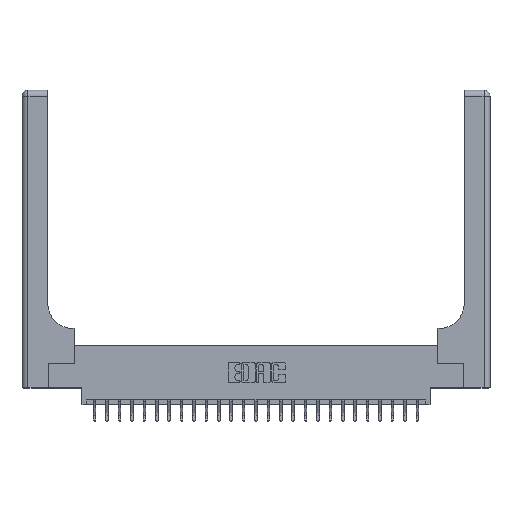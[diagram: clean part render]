
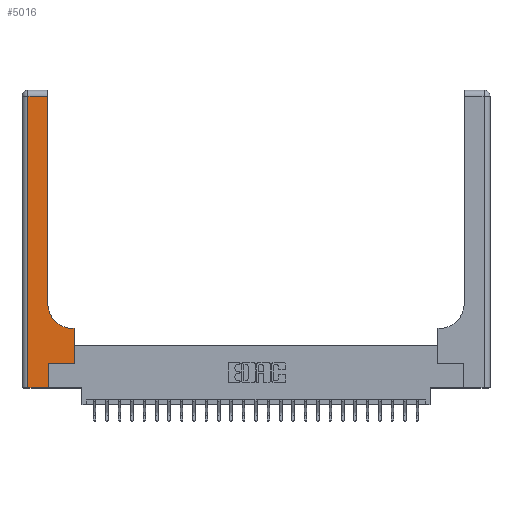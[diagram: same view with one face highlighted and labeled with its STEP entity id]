
A CAD part, top view. The second image highlights one B-rep face of the part: STEP entity #5016.
In plain terms, the highlighted planar face has unit normal (0, 0, 1).
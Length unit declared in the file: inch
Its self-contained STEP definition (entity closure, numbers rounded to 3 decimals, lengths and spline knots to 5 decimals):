
#137 = CARTESIAN_POINT ( 'NONE',  ( 0.26, 0.85, 0.37 ) ) ;
#143 = LINE ( 'NONE', #3751, #17326 ) ;
#837 = CARTESIAN_POINT ( 'NONE',  ( 0.51, 0.85, 0.37 ) ) ;
#1663 = CARTESIAN_POINT ( 'NONE',  ( 0.528, 0.6, 0.37 ) ) ;
#1906 = CARTESIAN_POINT ( 'NONE',  ( 0.528, 0.25, 0.37 ) ) ;
#2773 = ORIENTED_EDGE ( 'NONE', *, *, #25292, .T. ) ;
#3184 = ORIENTED_EDGE ( 'NONE', *, *, #5695, .T. ) ;
#3403 = ORIENTED_EDGE ( 'NONE', *, *, #18063, .T. ) ;
#3514 = VECTOR ( 'NONE', #24800, 39.37008 ) ;
#3661 = EDGE_CURVE ( 'NONE', #6376, #6235, #3788, .T. ) ;
#3751 = CARTESIAN_POINT ( 'NONE',  ( 0., 0., 0.37 ) ) ;
#3754 = EDGE_CURVE ( 'NONE', #8079, #6376, #6680, .T. ) ;
#3788 = LINE ( 'NONE', #8628, #12481 ) ;
#4612 = VECTOR ( 'NONE', #6436, 39.37008 ) ;
#4739 = CARTESIAN_POINT ( 'NONE',  ( 0.528, 0.25, 0.37 ) ) ;
#4963 = DIRECTION ( 'NONE',  ( 0., 0., -1. ) ) ;
#4992 = DIRECTION ( 'NONE',  ( -1., 0., 0. ) ) ;
#5016 = ADVANCED_FACE ( 'NONE', ( #19260 ), #11080, .F. ) ;
#5502 = ORIENTED_EDGE ( 'NONE', *, *, #3754, .T. ) ;
#5695 = EDGE_CURVE ( 'NONE', #13661, #8079, #8936, .T. ) ;
#6235 = VERTEX_POINT ( 'NONE', #6971 ) ;
#6252 = CARTESIAN_POINT ( 'NONE',  ( 0.26, 3., 0.37 ) ) ;
#6256 = VERTEX_POINT ( 'NONE', #22802 ) ;
#6376 = VERTEX_POINT ( 'NONE', #1663 ) ;
#6436 = DIRECTION ( 'NONE',  ( 0., 1., 0. ) ) ;
#6660 = VERTEX_POINT ( 'NONE', #25334 ) ;
#6680 = LINE ( 'NONE', #4739, #4612 ) ;
#6704 = EDGE_CURVE ( 'NONE', #16906, #6256, #14165, .T. ) ;
#6805 = VECTOR ( 'NONE', #20755, 39.37008 ) ;
#6971 = CARTESIAN_POINT ( 'NONE',  ( 0.51, 0.6, 0.37 ) ) ;
#7269 = CARTESIAN_POINT ( 'NONE',  ( 0.06, 0., 0.37 ) ) ;
#8079 = VERTEX_POINT ( 'NONE', #1906 ) ;
#8628 = CARTESIAN_POINT ( 'NONE',  ( 0.26, 0.6, 0.37 ) ) ;
#8936 = LINE ( 'NONE', #15297, #6805 ) ;
#10079 = VERTEX_POINT ( 'NONE', #7269 ) ;
#10153 = VERTEX_POINT ( 'NONE', #23356 ) ;
#10158 = ORIENTED_EDGE ( 'NONE', *, *, #13548, .T. ) ;
#10378 = VECTOR ( 'NONE', #16731, 39.37008 ) ;
#10470 = ORIENTED_EDGE ( 'NONE', *, *, #12253, .T. ) ;
#10671 = ORIENTED_EDGE ( 'NONE', *, *, #24524, .T. ) ;
#11080 = PLANE ( 'NONE',  #22656 ) ;
#12253 = EDGE_CURVE ( 'NONE', #6256, #10153, #22177, .T. ) ;
#12400 = EDGE_LOOP ( 'NONE', ( #12686, #10470, #10671, #3403, #10158, #3184, #5502, #24364, #2773 ) ) ;
#12481 = VECTOR ( 'NONE', #4992, 39.37008 ) ;
#12686 = ORIENTED_EDGE ( 'NONE', *, *, #6704, .T. ) ;
#13399 = CARTESIAN_POINT ( 'NONE',  ( 0., 3., 0.37 ) ) ;
#13548 = EDGE_CURVE ( 'NONE', #6660, #13661, #16750, .T. ) ;
#13661 = VERTEX_POINT ( 'NONE', #19722 ) ;
#14165 = LINE ( 'NONE', #6252, #21285 ) ;
#14565 = CIRCLE ( 'NONE', #23669, 0.25 ) ;
#15238 = DIRECTION ( 'NONE',  ( -1., 0., 0. ) ) ;
#15297 = CARTESIAN_POINT ( 'NONE',  ( 0.265, 0.25, 0.37 ) ) ;
#15963 = DIRECTION ( 'NONE',  ( 1., 0., 0. ) ) ;
#16731 = DIRECTION ( 'NONE',  ( 0., -1., 0. ) ) ;
#16750 = LINE ( 'NONE', #18833, #3514 ) ;
#16906 = VERTEX_POINT ( 'NONE', #137 ) ;
#17326 = VECTOR ( 'NONE', #15963, 39.37008 ) ;
#17796 = DIRECTION ( 'NONE',  ( 0., 1., 0. ) ) ;
#18063 = EDGE_CURVE ( 'NONE', #10079, #6660, #143, .T. ) ;
#18726 = DIRECTION ( 'NONE',  ( 1., 0., 0. ) ) ;
#18833 = CARTESIAN_POINT ( 'NONE',  ( 0.265, 0., 0.37 ) ) ;
#19260 = FACE_OUTER_BOUND ( 'NONE', #12400, .T. ) ;
#19722 = CARTESIAN_POINT ( 'NONE',  ( 0.265, 0.25, 0.37 ) ) ;
#20238 = CARTESIAN_POINT ( 'NONE',  ( 0., 2.94, 0.37 ) ) ;
#20750 = CARTESIAN_POINT ( 'NONE',  ( 0.06, 3., 0.37 ) ) ;
#20755 = DIRECTION ( 'NONE',  ( 1., 0., 0. ) ) ;
#21285 = VECTOR ( 'NONE', #17796, 39.37008 ) ;
#21288 = VECTOR ( 'NONE', #22434, 39.37008 ) ;
#21450 = DIRECTION ( 'NONE',  ( 0., 0., -1. ) ) ;
#22177 = LINE ( 'NONE', #20238, #21288 ) ;
#22434 = DIRECTION ( 'NONE',  ( -1., 0., 0. ) ) ;
#22656 = AXIS2_PLACEMENT_3D ( 'NONE', #13399, #21450, #15238 ) ;
#22802 = CARTESIAN_POINT ( 'NONE',  ( 0.26, 2.94, 0.37 ) ) ;
#22824 = LINE ( 'NONE', #20750, #10378 ) ;
#23356 = CARTESIAN_POINT ( 'NONE',  ( 0.06, 2.94, 0.37 ) ) ;
#23669 = AXIS2_PLACEMENT_3D ( 'NONE', #837, #4963, #18726 ) ;
#24364 = ORIENTED_EDGE ( 'NONE', *, *, #3661, .T. ) ;
#24524 = EDGE_CURVE ( 'NONE', #10153, #10079, #22824, .T. ) ;
#24800 = DIRECTION ( 'NONE',  ( 0., 1., 0. ) ) ;
#25292 = EDGE_CURVE ( 'NONE', #6235, #16906, #14565, .T. ) ;
#25334 = CARTESIAN_POINT ( 'NONE',  ( 0.265, 0., 0.37 ) ) ;
